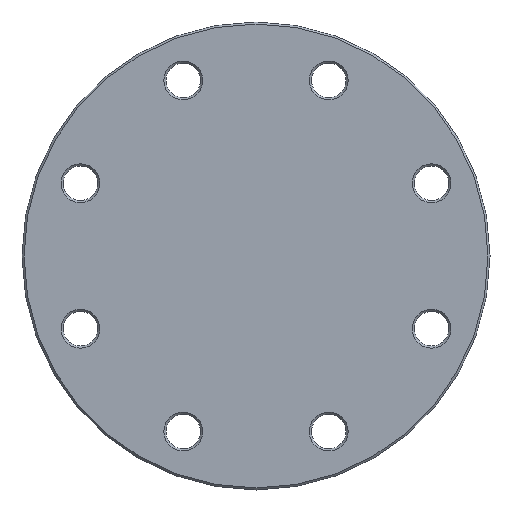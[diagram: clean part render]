
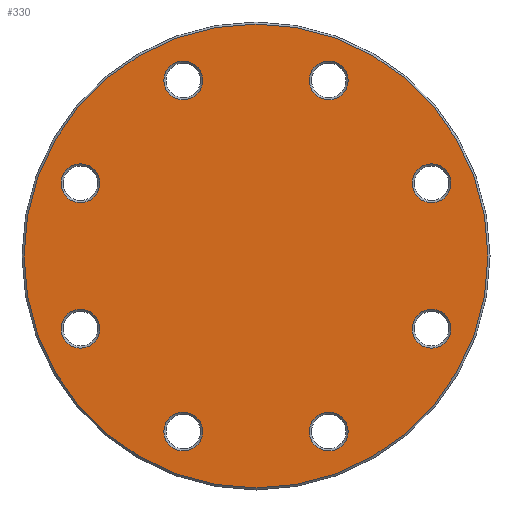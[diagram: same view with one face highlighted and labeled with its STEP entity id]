
A CAD part, left-side view. The second image highlights one B-rep face of the part: STEP entity #330.
In plain terms, the highlighted planar face has unit normal (-1, 0, 0).
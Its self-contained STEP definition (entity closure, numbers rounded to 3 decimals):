
#7 = DIRECTION ( 'NONE',  ( 0., -1., 0. ) ) ;
#21 = DIRECTION ( 'NONE',  ( 0., -1., 0. ) ) ;
#56 = DIRECTION ( 'NONE',  ( 1., 0., 0. ) ) ;
#60 = VERTEX_POINT ( 'NONE', #780 ) ;
#63 = EDGE_LOOP ( 'NONE', ( #665 ) ) ;
#67 = DIRECTION ( 'NONE',  ( 0., -1., 0. ) ) ;
#85 = EDGE_CURVE ( 'NONE', #60, #60, #559, .T. ) ;
#102 = ORIENTED_EDGE ( 'NONE', *, *, #211, .T. ) ;
#106 = VERTEX_POINT ( 'NONE', #637 ) ;
#107 = DIRECTION ( 'NONE',  ( 0., -1., 0. ) ) ;
#111 = FACE_BOUND ( 'NONE', #593, .T. ) ;
#118 = ORIENTED_EDGE ( 'NONE', *, *, #645, .T. ) ;
#145 = EDGE_LOOP ( 'NONE', ( #118 ) ) ;
#148 = AXIS2_PLACEMENT_3D ( 'NONE', #789, #56, #785 ) ;
#149 = EDGE_CURVE ( 'NONE', #440, #440, #277, .T. ) ;
#156 = ORIENTED_EDGE ( 'NONE', *, *, #220, .T. ) ;
#158 = FACE_BOUND ( 'NONE', #380, .T. ) ;
#183 = CARTESIAN_POINT ( 'NONE',  ( -17.4, 37.891, -17.642 ) ) ;
#187 = ORIENTED_EDGE ( 'NONE', *, *, #149, .T. ) ;
#193 = AXIS2_PLACEMENT_3D ( 'NONE', #409, #753, #7 ) ;
#211 = EDGE_CURVE ( 'NONE', #339, #339, #545, .T. ) ;
#213 = DIRECTION ( 'NONE',  ( -1., 0., 0. ) ) ;
#220 = EDGE_CURVE ( 'NONE', #410, #410, #690, .T. ) ;
#221 = CARTESIAN_POINT ( 'NONE',  ( -17.4, -47.291, -17.642 ) ) ;
#231 = CARTESIAN_POINT ( 'NONE',  ( -17.4, -22.342, 42.591 ) ) ;
#232 = FACE_BOUND ( 'NONE', #612, .T. ) ;
#242 = AXIS2_PLACEMENT_3D ( 'NONE', #262, #403, #67 ) ;
#243 = EDGE_LOOP ( 'NONE', ( #102 ) ) ;
#257 = VERTEX_POINT ( 'NONE', #183 ) ;
#262 = CARTESIAN_POINT ( 'NONE',  ( -17.4, 17.642, 42.591 ) ) ;
#277 = CIRCLE ( 'NONE', #674, 4.7 ) ;
#286 = CARTESIAN_POINT ( 'NONE',  ( -17.4, 42.591, 17.642 ) ) ;
#292 = AXIS2_PLACEMENT_3D ( 'NONE', #431, #833, #21 ) ;
#307 = EDGE_LOOP ( 'NONE', ( #156 ) ) ;
#330 = ADVANCED_FACE ( 'NONE', ( #232, #561, #642, #606, #111, #504, #158, #848, #574 ), #466, .T. ) ;
#335 = CARTESIAN_POINT ( 'NONE',  ( -17.4, 0., 0. ) ) ;
#339 = VERTEX_POINT ( 'NONE', #344 ) ;
#344 = CARTESIAN_POINT ( 'NONE',  ( -17.4, 12.942, 42.591 ) ) ;
#347 = VERTEX_POINT ( 'NONE', #872 ) ;
#352 = EDGE_CURVE ( 'NONE', #724, #724, #710, .T. ) ;
#380 = EDGE_LOOP ( 'NONE', ( #871 ) ) ;
#389 = EDGE_CURVE ( 'NONE', #106, #106, #596, .T. ) ;
#401 = DIRECTION ( 'NONE',  ( 1., 0., 0. ) ) ;
#403 = DIRECTION ( 'NONE',  ( 1., 0., 0. ) ) ;
#409 = CARTESIAN_POINT ( 'NONE',  ( -17.4, 17.642, -42.591 ) ) ;
#410 = VERTEX_POINT ( 'NONE', #746 ) ;
#431 = CARTESIAN_POINT ( 'NONE',  ( -17.4, 42.591, -17.642 ) ) ;
#433 = CARTESIAN_POINT ( 'NONE',  ( -17.4, -42.591, 17.642 ) ) ;
#440 = VERTEX_POINT ( 'NONE', #221 ) ;
#465 = EDGE_LOOP ( 'NONE', ( #713 ) ) ;
#466 = PLANE ( 'NONE',  #776 ) ;
#474 = DIRECTION ( 'NONE',  ( 0., -1., 0. ) ) ;
#477 = DIRECTION ( 'NONE',  ( 1., 0., 0. ) ) ;
#496 = DIRECTION ( 'NONE',  ( 1., 0., 0. ) ) ;
#503 = EDGE_LOOP ( 'NONE', ( #788 ) ) ;
#504 = FACE_BOUND ( 'NONE', #145, .T. ) ;
#514 = DIRECTION ( 'NONE',  ( 1., 0., 0. ) ) ;
#525 = DIRECTION ( 'NONE',  ( -1., 0., 0. ) ) ;
#545 = CIRCLE ( 'NONE', #242, 4.7 ) ;
#559 = CIRCLE ( 'NONE', #148, 4.7 ) ;
#561 = FACE_BOUND ( 'NONE', #503, .T. ) ;
#574 = FACE_OUTER_BOUND ( 'NONE', #307, .T. ) ;
#590 = DIRECTION ( 'NONE',  ( 0., -1., 0. ) ) ;
#593 = EDGE_LOOP ( 'NONE', ( #187 ) ) ;
#596 = CIRCLE ( 'NONE', #193, 4.7 ) ;
#606 = FACE_BOUND ( 'NONE', #465, .T. ) ;
#611 = CARTESIAN_POINT ( 'NONE',  ( -17.4, 56.75, 0. ) ) ;
#612 = EDGE_LOOP ( 'NONE', ( #692 ) ) ;
#637 = CARTESIAN_POINT ( 'NONE',  ( -17.4, 12.942, -42.591 ) ) ;
#642 = FACE_BOUND ( 'NONE', #63, .T. ) ;
#645 = EDGE_CURVE ( 'NONE', #347, #347, #775, .T. ) ;
#649 = CIRCLE ( 'NONE', #747, 4.7 ) ;
#657 = AXIS2_PLACEMENT_3D ( 'NONE', #335, #525, #811 ) ;
#665 = ORIENTED_EDGE ( 'NONE', *, *, #85, .T. ) ;
#671 = AXIS2_PLACEMENT_3D ( 'NONE', #433, #496, #107 ) ;
#674 = AXIS2_PLACEMENT_3D ( 'NONE', #715, #514, #590 ) ;
#679 = DIRECTION ( 'NONE',  ( 0., -1., 0. ) ) ;
#690 = CIRCLE ( 'NONE', #657, 56.25 ) ;
#692 = ORIENTED_EDGE ( 'NONE', *, *, #352, .T. ) ;
#695 = CARTESIAN_POINT ( 'NONE',  ( -17.4, 37.891, 17.642 ) ) ;
#700 = AXIS2_PLACEMENT_3D ( 'NONE', #286, #477, #474 ) ;
#710 = CIRCLE ( 'NONE', #700, 4.7 ) ;
#713 = ORIENTED_EDGE ( 'NONE', *, *, #389, .T. ) ;
#714 = EDGE_CURVE ( 'NONE', #257, #257, #739, .T. ) ;
#715 = CARTESIAN_POINT ( 'NONE',  ( -17.4, -42.591, -17.642 ) ) ;
#724 = VERTEX_POINT ( 'NONE', #695 ) ;
#739 = CIRCLE ( 'NONE', #292, 4.7 ) ;
#746 = CARTESIAN_POINT ( 'NONE',  ( -17.4, -56.25, 0. ) ) ;
#747 = AXIS2_PLACEMENT_3D ( 'NONE', #802, #401, #867 ) ;
#753 = DIRECTION ( 'NONE',  ( 1., 0., 0. ) ) ;
#775 = CIRCLE ( 'NONE', #671, 4.7 ) ;
#776 = AXIS2_PLACEMENT_3D ( 'NONE', #611, #213, #679 ) ;
#780 = CARTESIAN_POINT ( 'NONE',  ( -17.4, -22.342, -42.591 ) ) ;
#785 = DIRECTION ( 'NONE',  ( 0., -1., 0. ) ) ;
#788 = ORIENTED_EDGE ( 'NONE', *, *, #714, .T. ) ;
#789 = CARTESIAN_POINT ( 'NONE',  ( -17.4, -17.642, -42.591 ) ) ;
#802 = CARTESIAN_POINT ( 'NONE',  ( -17.4, -17.642, 42.591 ) ) ;
#811 = DIRECTION ( 'NONE',  ( 0., -1., 0. ) ) ;
#833 = DIRECTION ( 'NONE',  ( 1., 0., 0. ) ) ;
#840 = VERTEX_POINT ( 'NONE', #231 ) ;
#848 = FACE_BOUND ( 'NONE', #243, .T. ) ;
#863 = EDGE_CURVE ( 'NONE', #840, #840, #649, .T. ) ;
#867 = DIRECTION ( 'NONE',  ( 0., -1., 0. ) ) ;
#871 = ORIENTED_EDGE ( 'NONE', *, *, #863, .T. ) ;
#872 = CARTESIAN_POINT ( 'NONE',  ( -17.4, -47.291, 17.642 ) ) ;
